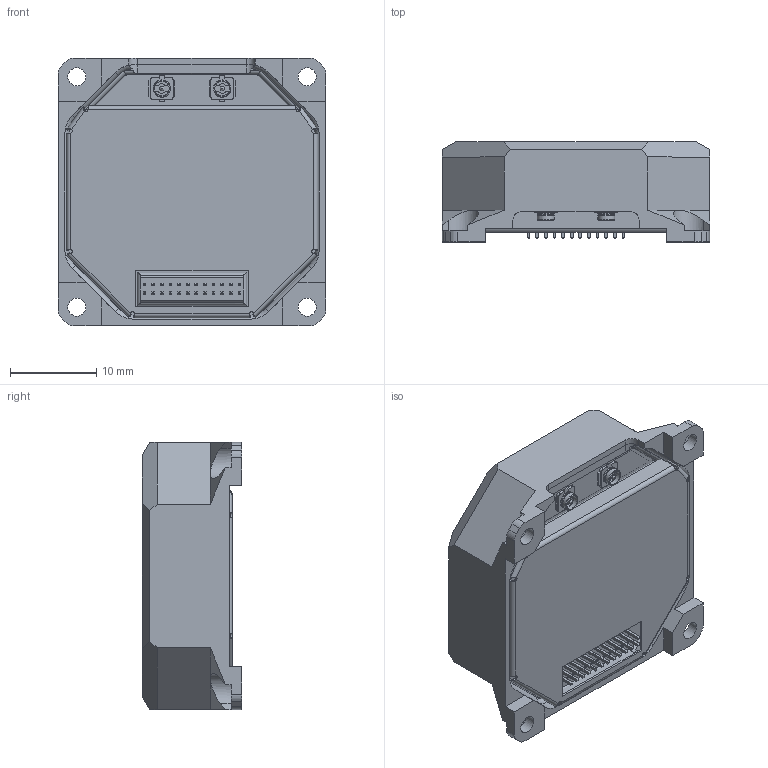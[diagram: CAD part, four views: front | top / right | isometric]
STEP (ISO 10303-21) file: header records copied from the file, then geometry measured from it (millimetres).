
FILE_DESCRIPTION(/* description */ (''),/* implementation_level */ '2;1');
FILE_NAME(/* name */ 'VN-310E_Rev_5_Shrinkwrap_1.stp',/* time_stamp */ '2025-01-23T14:08:43-06:00',/* author */ ('Chris'),/* organization */ (''),/* preprocessor_version */ 'ST-DEVELOPER v18.1',/* originating_system */ 'Autodesk Inventor 2021',/* authorisation */ '');
FILE_SCHEMA (('AUTOMOTIVE_DESIGN { 1 0 10303 214 3 1 1 }'));
Length unit declared in the file: inch
Products named in the file (1): VN-310E_Rev_5_Shrinkwrap_1
Bounding box: 31 x 11.6 x 31 mm (x, y, z)
Volume: 6637.1 mm3; surface area: 10498.5 mm2
Topology: 10 solids, 10 shells, 940 faces, 2431 edges, 1522 vertices
Faces by surface type: plane 737, cylinder 149, bspline 34, cone 12, torus 8
Full cylindrical faces by diameter (mm): 0.5 x2, 1.183 x4, 1.7 x2, 1.86 x2, 2 x4, 2.1 x4, 2.4 x4
Entity records: 29469 total; most frequent: CARTESIAN_POINT 5572, ORIENTED_EDGE 4850, DIRECTION 4495, EDGE_CURVE 2425, LINE 2049, VECTOR 2049, VERTEX_POINT 1522, AXIS2_PLACEMENT_3D 1223
